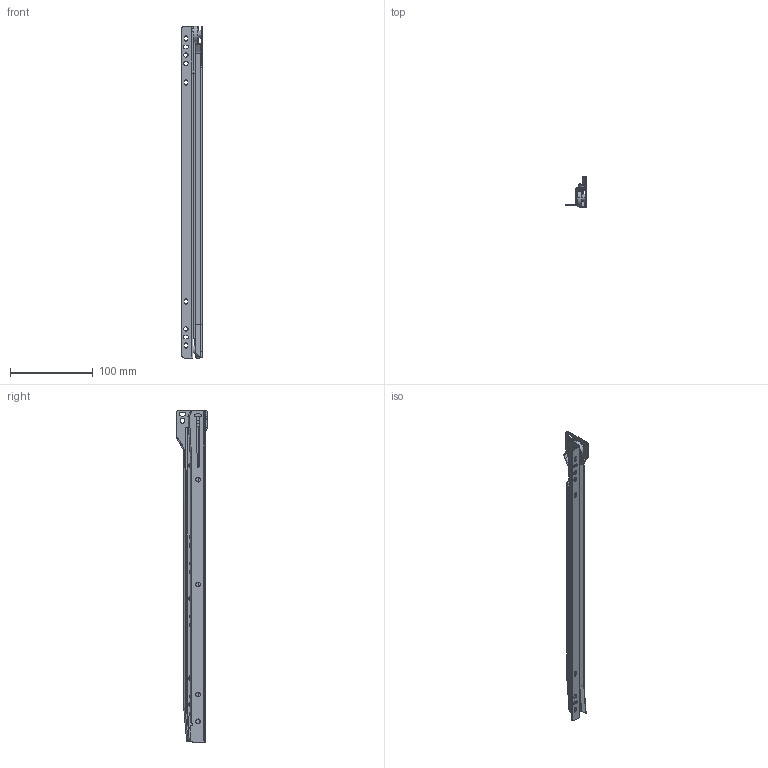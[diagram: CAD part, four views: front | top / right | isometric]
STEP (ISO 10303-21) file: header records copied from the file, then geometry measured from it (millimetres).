
FILE_DESCRIPTION (( 'STEP AP214' ), '1' );
FILE_NAME ('F000548,F000556,F000564_CLOSED_RIGHT_3D.step', '2022-08-15T13:37:48', ( '' ), ( '' ), 'SwSTEP 2.0', 'SolidWorks 2020', '' );
FILE_SCHEMA (( 'AUTOMOTIVE_DESIGN' ));
Length unit declared in the file: millimetre
Products named in the file (3): Koleèkový výsuv-pravý-vnitøní èást-400mm; F000548,F000556,F000564_CLOSED_RIGHT_3D; Koleèkový výsuv-pravý-venkovní èást-400mm
Assembly tree (2 placements, depth 2):
  F000548,F000556,F000564_CLOSED_RIGHT_3D
    Koleèkový výsuv-pravý-venkovní èást-400mm
    Koleèkový výsuv-pravý-vnitøní èást-400mm
Bounding box: 24.75 x 37.89 x 400 mm (x, y, z)
Volume: 36208.3 mm3; surface area: 63568.8 mm2
Topology: 2 solids, 2 shells, 363 faces, 949 edges, 589 vertices
Faces by surface type: cylinder 143, plane 106, bspline 60, cone 32, torus 22
Entity records: 12970 total; most frequent: CARTESIAN_POINT 3905, DIRECTION 1882, ORIENTED_EDGE 1878, EDGE_CURVE 939, AXIS2_PLACEMENT_3D 695, VERTEX_POINT 589, VECTOR 492, LINE 492
